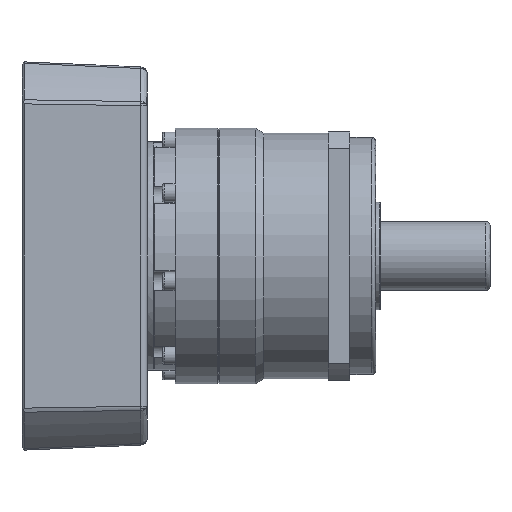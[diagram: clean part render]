
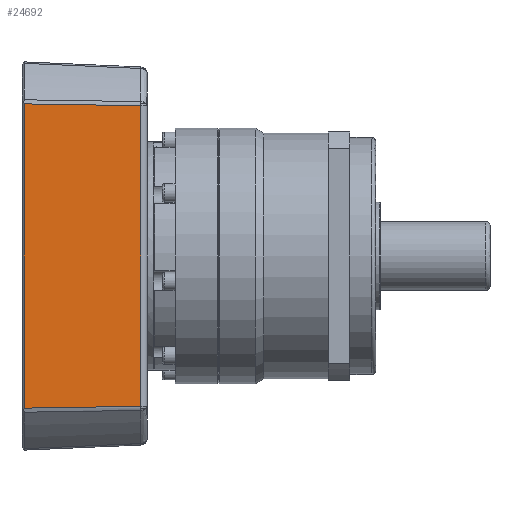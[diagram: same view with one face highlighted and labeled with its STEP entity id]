
A CAD part, front view. The second image highlights one B-rep face of the part: STEP entity #24692.
In plain terms, the highlighted face is planar.
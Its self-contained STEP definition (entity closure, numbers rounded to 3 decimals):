
#145 = CARTESIAN_POINT ( 'NONE',  ( 70.535, -90., 63. ) ) ;
#549 = EDGE_CURVE ( 'NONE', #34939, #13807, #27223, .T. ) ;
#3502 = CARTESIAN_POINT ( 'NONE',  ( -45., -87.637, 8.869 ) ) ;
#3774 = AXIS2_PLACEMENT_3D ( 'NONE', #28965, #11482, #31967 ) ;
#5155 = VERTEX_POINT ( 'NONE', #10498 ) ;
#5943 = DIRECTION ( 'NONE',  ( -1., 0., 0. ) ) ;
#8200 = VERTEX_POINT ( 'NONE', #35437 ) ;
#8595 = VECTOR ( 'NONE', #5943, 1000. ) ;
#9070 = EDGE_CURVE ( 'NONE', #5155, #34939, #32793, .T. ) ;
#10498 = CARTESIAN_POINT ( 'NONE',  ( 70.535, -90., 63. ) ) ;
#11482 = DIRECTION ( 'NONE',  ( 0., -0.999, -0.044 ) ) ;
#11976 = EDGE_CURVE ( 'NONE', #8200, #5155, #12880, .T. ) ;
#12880 = B_SPLINE_CURVE_WITH_KNOTS ( 'NONE', 3,
 ( #23153, #14449, #17380, #145 ),
 .UNSPECIFIED., .F., .F.,
 ( 4, 4 ),
 ( 0., 1. ),
 .UNSPECIFIED. ) ;
#13807 = VERTEX_POINT ( 'NONE', #25791 ) ;
#14449 = CARTESIAN_POINT ( 'NONE',  ( 69.973, -88.42, 26.804 ) ) ;
#15763 = EDGE_LOOP ( 'NONE', ( #20888, #18700, #30378, #17833 ) ) ;
#17380 = CARTESIAN_POINT ( 'NONE',  ( 70.254, -89.207, 44.848 ) ) ;
#17833 = ORIENTED_EDGE ( 'NONE', *, *, #9070, .T. ) ;
#18700 = ORIENTED_EDGE ( 'NONE', *, *, #19261, .F. ) ;
#19261 = EDGE_CURVE ( 'NONE', #8200, #13807, #35961, .T. ) ;
#20493 = FACE_OUTER_BOUND ( 'NONE', #15763, .T. ) ;
#20888 = ORIENTED_EDGE ( 'NONE', *, *, #549, .T. ) ;
#23153 = CARTESIAN_POINT ( 'NONE',  ( 69.692, -87.637, 8.869 ) ) ;
#24692 = ADVANCED_FACE ( 'NONE', ( #20493 ), #34746, .T. ) ;
#25791 = CARTESIAN_POINT ( 'NONE',  ( -69.692, -87.637, 8.869 ) ) ;
#26172 = CARTESIAN_POINT ( 'NONE',  ( -90., -90., 63. ) ) ;
#26723 = DIRECTION ( 'NONE',  ( -1., 0., 0. ) ) ;
#27223 = B_SPLINE_CURVE_WITH_KNOTS ( 'NONE', 3,
 ( #30843, #31861, #32099, #30704 ),
 .UNSPECIFIED., .F., .F.,
 ( 4, 4 ),
 ( 0., 1. ),
 .UNSPECIFIED. ) ;
#28965 = CARTESIAN_POINT ( 'NONE',  ( -90., -87.252, 0.06 ) ) ;
#30378 = ORIENTED_EDGE ( 'NONE', *, *, #11976, .T. ) ;
#30704 = CARTESIAN_POINT ( 'NONE',  ( -69.692, -87.637, 8.869 ) ) ;
#30843 = CARTESIAN_POINT ( 'NONE',  ( -70.535, -90., 63. ) ) ;
#31176 = CARTESIAN_POINT ( 'NONE',  ( -70.535, -90., 63. ) ) ;
#31861 = CARTESIAN_POINT ( 'NONE',  ( -70.254, -89.207, 44.848 ) ) ;
#31967 = DIRECTION ( 'NONE',  ( 0., 0.044, -0.999 ) ) ;
#32099 = CARTESIAN_POINT ( 'NONE',  ( -69.973, -88.42, 26.804 ) ) ;
#32793 = LINE ( 'NONE', #26172, #8595 ) ;
#34170 = VECTOR ( 'NONE', #26723, 1000. ) ;
#34746 = PLANE ( 'NONE',  #3774 ) ;
#34939 = VERTEX_POINT ( 'NONE', #31176 ) ;
#35437 = CARTESIAN_POINT ( 'NONE',  ( 69.692, -87.637, 8.869 ) ) ;
#35961 = LINE ( 'NONE', #3502, #34170 ) ;
